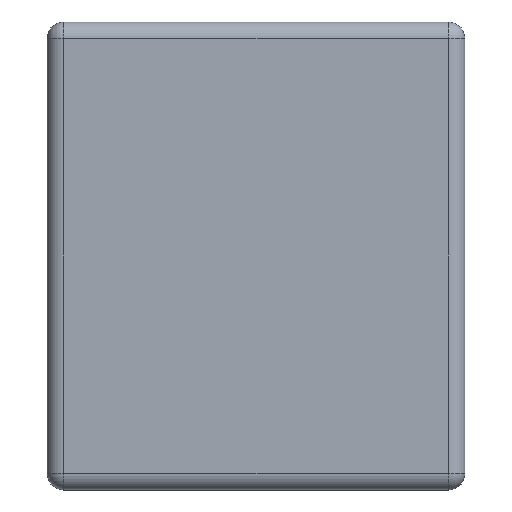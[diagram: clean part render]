
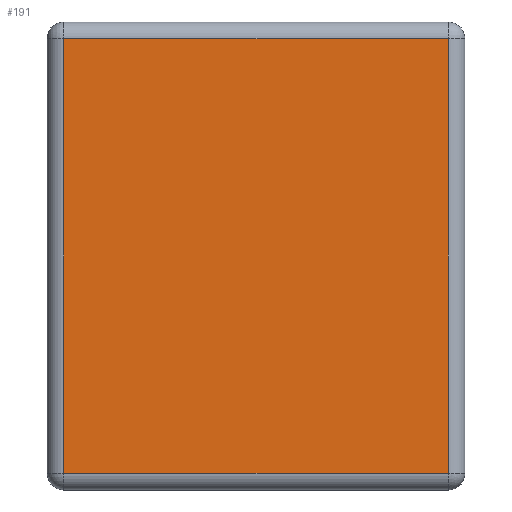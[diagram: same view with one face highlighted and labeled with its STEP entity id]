
A CAD part, left-side view. The second image highlights one B-rep face of the part: STEP entity #191.
In plain terms, the highlighted planar face has unit normal (-1, 0, 0).
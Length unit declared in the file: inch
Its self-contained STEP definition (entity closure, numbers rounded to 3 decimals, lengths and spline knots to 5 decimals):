
#14 = DIRECTION ( 'NONE',  ( 0., 1., 0. ) ) ;
#51 = VECTOR ( 'NONE', #345, 39.37008 ) ;
#62 = EDGE_LOOP ( 'NONE', ( #374, #1229, #1057, #339 ) ) ;
#100 = CARTESIAN_POINT ( 'NONE',  ( -0.03957, -0.02264, 0.00497 ) ) ;
#173 = AXIS2_PLACEMENT_3D ( 'NONE', #640, #541, #464 ) ;
#191 = ADVANCED_FACE ( 'NONE', ( #1239 ), #1231, .T. ) ;
#252 = CARTESIAN_POINT ( 'NONE',  ( -0.03957, 0.02264, 0.05615 ) ) ;
#262 = VECTOR ( 'NONE', #1020, 39.37008 ) ;
#333 = LINE ( 'NONE', #613, #262 ) ;
#339 = ORIENTED_EDGE ( 'NONE', *, *, #819, .F. ) ;
#345 = DIRECTION ( 'NONE',  ( 0., 0., -1. ) ) ;
#374 = ORIENTED_EDGE ( 'NONE', *, *, #582, .F. ) ;
#407 = CARTESIAN_POINT ( 'NONE',  ( -0.03957, -0.02264, 0.00497 ) ) ;
#464 = DIRECTION ( 'NONE',  ( 0., 0., 1. ) ) ;
#478 = VERTEX_POINT ( 'NONE', #614 ) ;
#480 = DIRECTION ( 'NONE',  ( 0., -1., 0. ) ) ;
#485 = LINE ( 'NONE', #252, #490 ) ;
#490 = VECTOR ( 'NONE', #480, 39.37008 ) ;
#540 = CARTESIAN_POINT ( 'NONE',  ( -0.03957, 0.02264, 0.05615 ) ) ;
#541 = DIRECTION ( 'NONE',  ( -1., 0., 0. ) ) ;
#573 = VERTEX_POINT ( 'NONE', #1228 ) ;
#582 = EDGE_CURVE ( 'NONE', #478, #1022, #333, .T. ) ;
#613 = CARTESIAN_POINT ( 'NONE',  ( -0.03957, -0.02264, 0.05615 ) ) ;
#614 = CARTESIAN_POINT ( 'NONE',  ( -0.03957, -0.02264, 0.05615 ) ) ;
#640 = CARTESIAN_POINT ( 'NONE',  ( -0.03957, 0.02461, 0.003 ) ) ;
#709 = EDGE_CURVE ( 'NONE', #573, #478, #485, .T. ) ;
#721 = LINE ( 'NONE', #540, #51 ) ;
#819 = EDGE_CURVE ( 'NONE', #1022, #1164, #882, .T. ) ;
#882 = LINE ( 'NONE', #407, #1102 ) ;
#923 = CARTESIAN_POINT ( 'NONE',  ( -0.03957, 0.02264, 0.00497 ) ) ;
#1020 = DIRECTION ( 'NONE',  ( 0., 0., -1. ) ) ;
#1022 = VERTEX_POINT ( 'NONE', #100 ) ;
#1057 = ORIENTED_EDGE ( 'NONE', *, *, #1235, .T. ) ;
#1102 = VECTOR ( 'NONE', #14, 39.37008 ) ;
#1164 = VERTEX_POINT ( 'NONE', #923 ) ;
#1228 = CARTESIAN_POINT ( 'NONE',  ( -0.03957, 0.02264, 0.05615 ) ) ;
#1229 = ORIENTED_EDGE ( 'NONE', *, *, #709, .F. ) ;
#1231 = PLANE ( 'NONE',  #173 ) ;
#1235 = EDGE_CURVE ( 'NONE', #573, #1164, #721, .T. ) ;
#1239 = FACE_OUTER_BOUND ( 'NONE', #62, .T. ) ;
